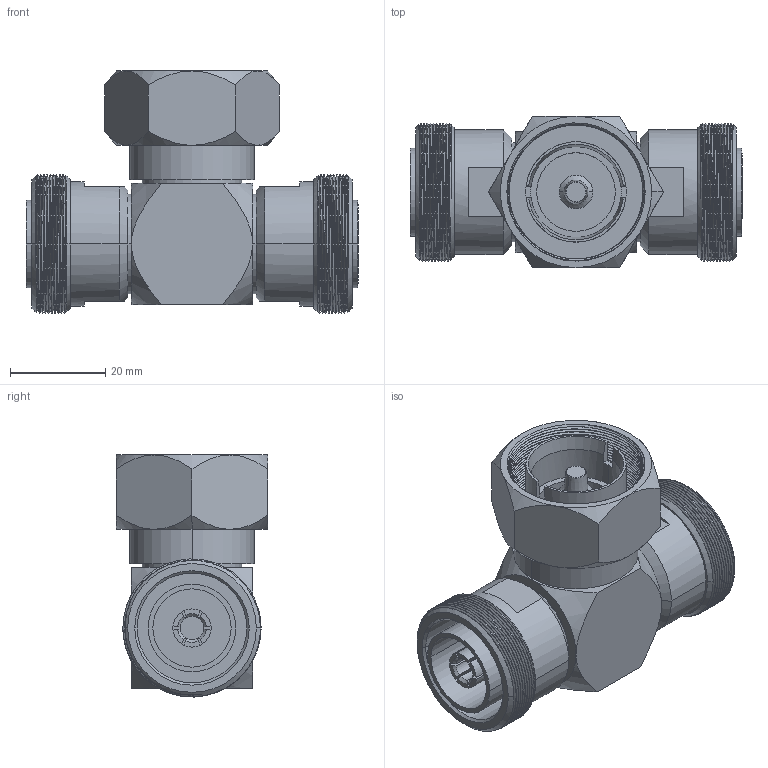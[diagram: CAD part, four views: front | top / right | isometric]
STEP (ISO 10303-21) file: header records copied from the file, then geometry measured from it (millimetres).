
FILE_DESCRIPTION (( 'STEP AP214' ), '1' );
FILE_NAME ('PE9557.STEP', '2017-06-29T22:13:31', ( '' ), ( '' ), 'SwSTEP 2.0', 'SolidWorks 2014', '' );
FILE_SCHEMA (( 'AUTOMOTIVE_DESIGN' ));
Length unit declared in the file: millimetre
Products named in the file (1): PE9557
Bounding box: 69.65 x 31.75 x 50.79 mm (x, y, z)
Volume: 39651.4 mm3; surface area: 23135.5 mm2
Topology: 1 solids, 1 shells, 292 faces, 764 edges, 495 vertices
Faces by surface type: cylinder 123, plane 97, cone 61, bspline 9, torus 2
Entity records: 15427 total; most frequent: CARTESIAN_POINT 8728, ORIENTED_EDGE 1528, DIRECTION 1276, EDGE_CURVE 764, AXIS2_PLACEMENT_3D 498, VERTEX_POINT 495, EDGE_LOOP 313, FACE_OUTER_BOUND 292
